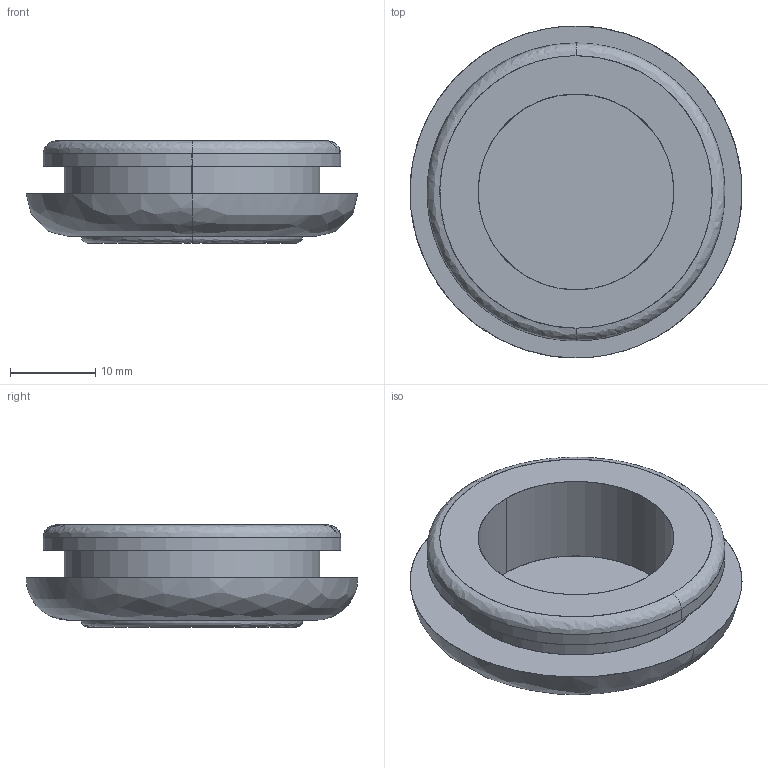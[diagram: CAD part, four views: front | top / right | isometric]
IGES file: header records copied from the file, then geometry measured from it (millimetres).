
Start section: SolidWorks IGES file using analytic representation for surfaces
Global section: file name: TM_MG_8.IGS,15HSolidWorks; native system: 2015; preprocessor: SolidWorks 2015; author: Yoshitsune; date: 150522.115008; units: millimetre
Bounding box: 39 x 39 x 12 mm (x, y, z)
Surface area: 4644.8 mm2 (no closed solid volume)
Topology: 0 solids, 0 shells, 22 faces, 576 edges, 576 vertices
Faces by surface type: bspline 12, revolution 10
